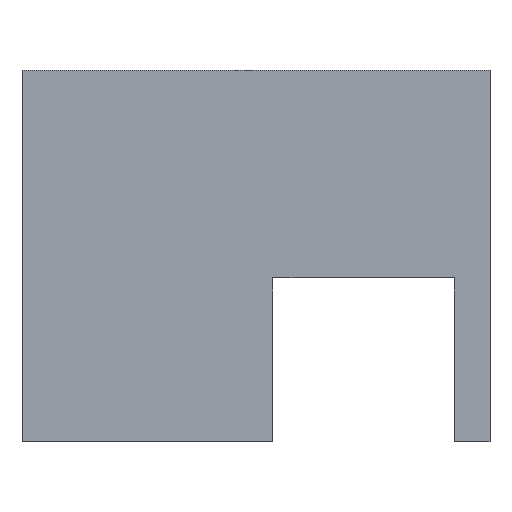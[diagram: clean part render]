
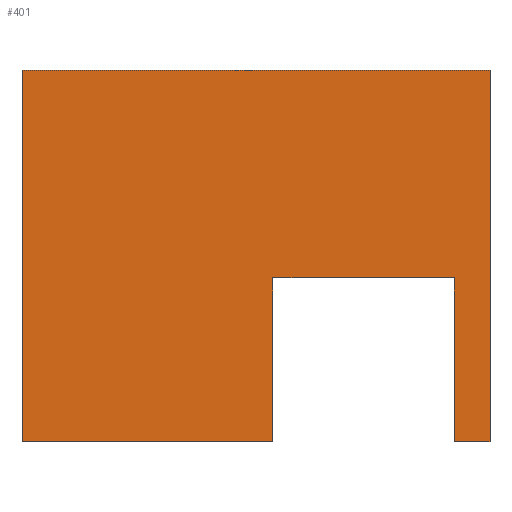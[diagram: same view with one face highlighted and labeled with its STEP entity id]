
A CAD part, front view. The second image highlights one B-rep face of the part: STEP entity #401.
In plain terms, the highlighted planar face has unit normal (0, -1, 0).
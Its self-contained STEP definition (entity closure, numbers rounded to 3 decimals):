
#1=DIRECTION('',(1.,0.,0.));
#2=VECTOR('',#1,8.);
#3=CARTESIAN_POINT('',(-5.84,-6.,6.35));
#4=LINE('',#3,#2);
#55=DIRECTION('',(-1.,0.,0.));
#56=VECTOR('',#55,3.1);
#57=CARTESIAN_POINT('',(1.55,-6.,2.8));
#58=LINE('',#57,#56);
#59=DIRECTION('',(0.,0.,1.));
#60=VECTOR('',#59,2.8);
#61=CARTESIAN_POINT('',(-1.55,-6.,0.));
#62=LINE('',#61,#60);
#63=DIRECTION('',(0.,0.,1.));
#64=VECTOR('',#63,6.35);
#65=CARTESIAN_POINT('',(-5.84,-6.,0.));
#66=LINE('',#65,#64);
#67=DIRECTION('',(0.,0.,1.));
#68=VECTOR('',#67,2.8);
#69=CARTESIAN_POINT('',(1.55,-6.,0.));
#70=LINE('',#69,#68);
#103=DIRECTION('',(1.,0.,0.));
#104=VECTOR('',#103,0.61);
#105=CARTESIAN_POINT('',(1.55,-6.,0.));
#106=LINE('',#105,#104);
#127=DIRECTION('',(1.,0.,0.));
#128=VECTOR('',#127,4.29);
#129=CARTESIAN_POINT('',(-5.84,-6.,0.));
#130=LINE('',#129,#128);
#203=DIRECTION('',(0.,0.,1.));
#204=VECTOR('',#203,6.35);
#205=CARTESIAN_POINT('',(2.16,-6.,0.));
#206=LINE('',#205,#204);
#261=CARTESIAN_POINT('',(2.16,-6.,0.));
#263=VERTEX_POINT('',#261);
#266=CARTESIAN_POINT('',(-5.84,-6.,0.));
#268=VERTEX_POINT('',#266);
#269=CARTESIAN_POINT('',(-5.84,-6.,6.35));
#270=CARTESIAN_POINT('',(2.16,-6.,6.35));
#271=VERTEX_POINT('',#269);
#272=VERTEX_POINT('',#270);
#286=CARTESIAN_POINT('',(1.55,-6.,0.));
#288=VERTEX_POINT('',#286);
#289=CARTESIAN_POINT('',(-1.55,-6.,0.));
#291=VERTEX_POINT('',#289);
#293=CARTESIAN_POINT('',(1.55,-6.,2.8));
#294=CARTESIAN_POINT('',(-1.55,-6.,2.8));
#295=VERTEX_POINT('',#293);
#296=VERTEX_POINT('',#294);
#379=CARTESIAN_POINT('',(-5.84,-6.,0.));
#380=DIRECTION('',(0.,-1.,0.));
#381=DIRECTION('',(1.,0.,0.));
#382=AXIS2_PLACEMENT_3D('',#379,#380,#381);
#383=PLANE('',#382);
#385=ORIENTED_EDGE('',*,*,#384,.T.);
#387=ORIENTED_EDGE('',*,*,#386,.F.);
#389=ORIENTED_EDGE('',*,*,#388,.F.);
#391=ORIENTED_EDGE('',*,*,#390,.T.);
#392=ORIENTED_EDGE('',*,*,#346,.T.);
#394=ORIENTED_EDGE('',*,*,#393,.F.);
#396=ORIENTED_EDGE('',*,*,#395,.F.);
#398=ORIENTED_EDGE('',*,*,#397,.T.);
#399=EDGE_LOOP('',(#385,#387,#389,#391,#392,#394,#396,#398));
#400=FACE_OUTER_BOUND('',#399,.F.);
#401=ADVANCED_FACE('',(#400),#383,.T.);
#346=EDGE_CURVE('',#271,#272,#4,.T.);
#384=EDGE_CURVE('',#295,#296,#58,.T.);
#386=EDGE_CURVE('',#291,#296,#62,.T.);
#388=EDGE_CURVE('',#268,#291,#130,.T.);
#390=EDGE_CURVE('',#268,#271,#66,.T.);
#393=EDGE_CURVE('',#263,#272,#206,.T.);
#395=EDGE_CURVE('',#288,#263,#106,.T.);
#397=EDGE_CURVE('',#288,#295,#70,.T.);
